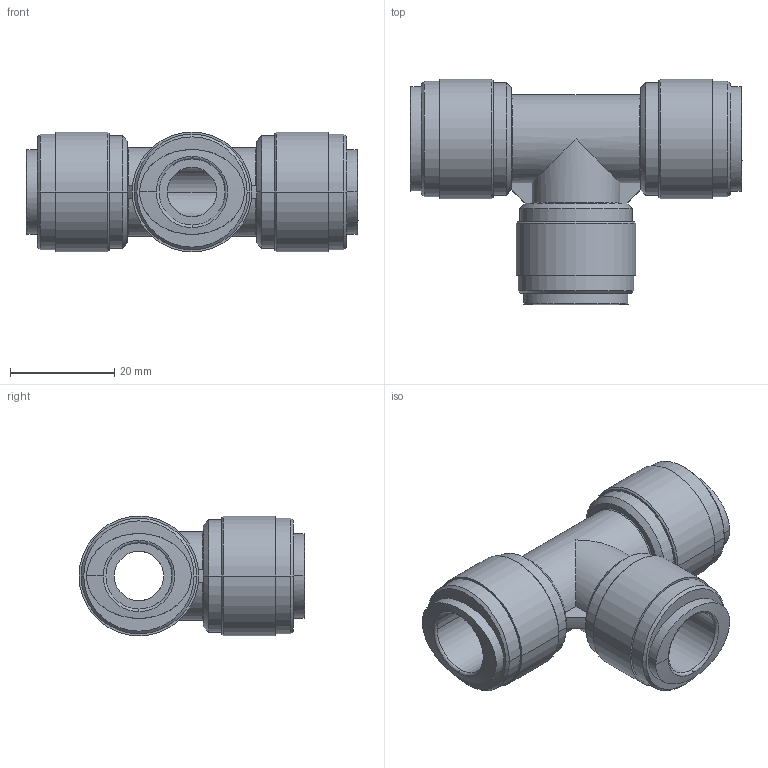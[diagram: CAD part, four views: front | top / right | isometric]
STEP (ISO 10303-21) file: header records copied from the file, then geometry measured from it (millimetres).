
FILE_DESCRIPTION (( 'STEP AP214' ), '1' );
FILE_NAME ('UT12-P.step', '2017-08-29T21:03:33', ( '' ), ( '' ), 'SwSTEP 2.0', 'SolidWorks 2017', '' );
FILE_SCHEMA (( 'AUTOMOTIVE_DESIGN' ));
Length unit declared in the file: inch
Products named in the file (1): UT12-P
Bounding box: 63.8 x 43.4 x 23 mm (x, y, z)
Volume: 18448.4 mm3; surface area: 10222.4 mm2
Topology: 1 solids, 1 shells, 96 faces, 229 edges, 143 vertices
Faces by surface type: cylinder 32, bspline 20, plane 20, cone 18, torus 6
Entity records: 5315 total; most frequent: CARTESIAN_POINT 3172, ORIENTED_EDGE 458, DIRECTION 418, EDGE_CURVE 229, AXIS2_PLACEMENT_3D 175, VERTEX_POINT 143, EDGE_LOOP 108, CIRCLE 98
